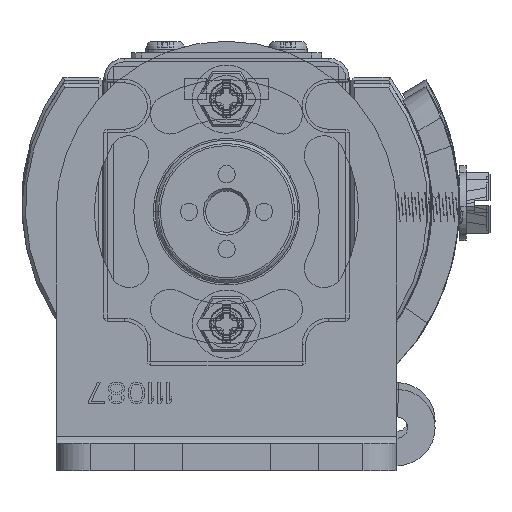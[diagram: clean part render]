
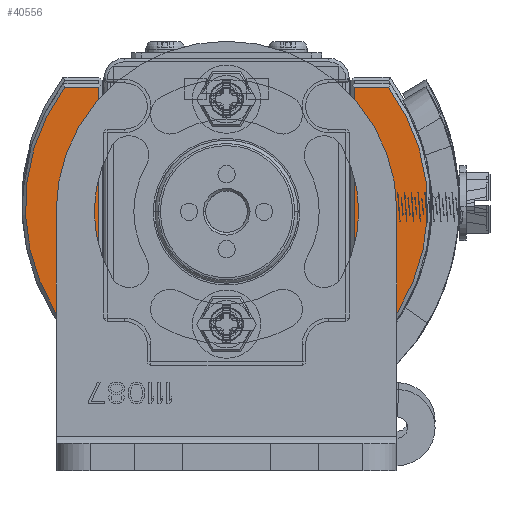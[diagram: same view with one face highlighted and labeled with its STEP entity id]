
A CAD part, front view. The second image highlights one B-rep face of the part: STEP entity #40556.
In plain terms, the highlighted face is planar.
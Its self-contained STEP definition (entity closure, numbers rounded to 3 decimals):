
#39541=DIRECTION('',(1.,0.,0.));
#39542=VECTOR('',#39541,37.);
#39543=CARTESIAN_POINT('',(-19.5,-18.75,-10.));
#39544=LINE('',#39543,#39542);
#39561=DIRECTION('',(0.,-1.,0.));
#39562=VECTOR('',#39561,4.999);
#39563=CARTESIAN_POINT('',(17.5,-18.75,-10.));
#39564=LINE('',#39563,#39562);
#39579=CARTESIAN_POINT('',(0.,0.,-10.));
#39580=DIRECTION('',(0.,0.,-1.));
#39581=DIRECTION('',(0.593,-0.805,0.));
#39582=AXIS2_PLACEMENT_3D('',#39579,#39580,#39581);
#40202=CARTESIAN_POINT('',(-19.5,15.25,-10.));
#40203=DIRECTION('',(0.,0.,1.));
#40204=DIRECTION('',(0.,1.,0.));
#40205=AXIS2_PLACEMENT_3D('',#40202,#40203,#40204);
#40207=DIRECTION('',(-1.,0.,0.));
#40208=VECTOR('',#40207,37.);
#40209=CARTESIAN_POINT('',(17.5,18.75,-10.));
#40210=LINE('',#40209,#40208);
#40223=DIRECTION('',(0.,-1.,0.));
#40224=VECTOR('',#40223,4.999);
#40225=CARTESIAN_POINT('',(17.5,23.749,-10.));
#40226=LINE('',#40225,#40224);
#40240=DIRECTION('',(0.,-1.,0.));
#40241=VECTOR('',#40240,30.5);
#40242=CARTESIAN_POINT('',(-23.,15.25,-10.));
#40243=LINE('',#40242,#40241);
#40261=CARTESIAN_POINT('',(-19.5,-15.25,-10.));
#40262=DIRECTION('',(0.,0.,1.));
#40263=DIRECTION('',(-1.,0.,0.));
#40264=AXIS2_PLACEMENT_3D('',#40261,#40262,#40263);
#40361=CARTESIAN_POINT('',(17.5,-23.749,-10.));
#40362=CARTESIAN_POINT('',(17.5,23.749,-10.));
#40363=VERTEX_POINT('',#40361);
#40364=VERTEX_POINT('',#40362);
#40365=CARTESIAN_POINT('',(17.5,18.75,-10.));
#40366=VERTEX_POINT('',#40365);
#40369=CARTESIAN_POINT('',(17.5,-18.75,-10.));
#40370=VERTEX_POINT('',#40369);
#40517=CARTESIAN_POINT('',(-19.5,18.75,-10.));
#40518=VERTEX_POINT('',#40517);
#40523=CARTESIAN_POINT('',(-23.,15.25,-10.));
#40524=VERTEX_POINT('',#40523);
#40525=CARTESIAN_POINT('',(-23.,-15.25,-10.));
#40526=VERTEX_POINT('',#40525);
#40531=CARTESIAN_POINT('',(-19.5,-18.75,-10.));
#40532=VERTEX_POINT('',#40531);
#40533=CARTESIAN_POINT('',(0.,0.,-10.));
#40534=DIRECTION('',(0.,0.,1.));
#40535=DIRECTION('',(1.,0.,0.));
#40536=AXIS2_PLACEMENT_3D('',#40533,#40534,#40535);
#40537=PLANE('',#40536);
#40539=ORIENTED_EDGE('',*,*,#40538,.F.);
#40541=ORIENTED_EDGE('',*,*,#40540,.F.);
#40543=ORIENTED_EDGE('',*,*,#40542,.F.);
#40545=ORIENTED_EDGE('',*,*,#40544,.F.);
#40547=ORIENTED_EDGE('',*,*,#40546,.F.);
#40549=ORIENTED_EDGE('',*,*,#40548,.F.);
#40551=ORIENTED_EDGE('',*,*,#40550,.F.);
#40553=ORIENTED_EDGE('',*,*,#40552,.F.);
#40554=EDGE_LOOP('',(#40539,#40541,#40543,#40545,#40547,#40549,#40551,#40553));
#40555=FACE_OUTER_BOUND('',#40554,.F.);
#40556=ADVANCED_FACE('',(#40555),#40537,.F.);
#39583=CIRCLE('',#39582,29.5);
#40206=CIRCLE('',#40205,3.5);
#40265=CIRCLE('',#40264,3.5);
#40538=EDGE_CURVE('',#40532,#40370,#39544,.T.);
#40540=EDGE_CURVE('',#40526,#40532,#40265,.T.);
#40542=EDGE_CURVE('',#40524,#40526,#40243,.T.);
#40544=EDGE_CURVE('',#40518,#40524,#40206,.T.);
#40546=EDGE_CURVE('',#40366,#40518,#40210,.T.);
#40548=EDGE_CURVE('',#40364,#40366,#40226,.T.);
#40550=EDGE_CURVE('',#40363,#40364,#39583,.T.);
#40552=EDGE_CURVE('',#40370,#40363,#39564,.T.);
